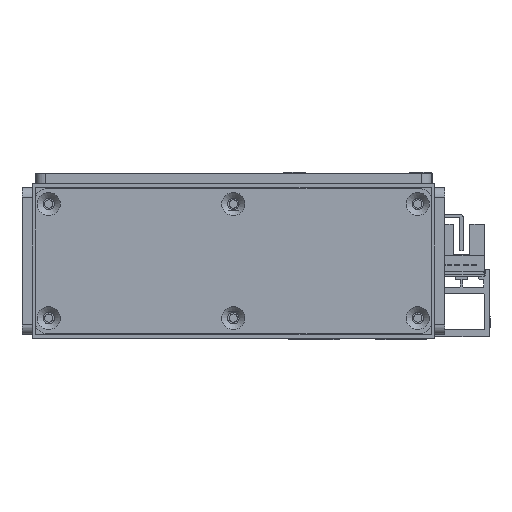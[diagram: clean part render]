
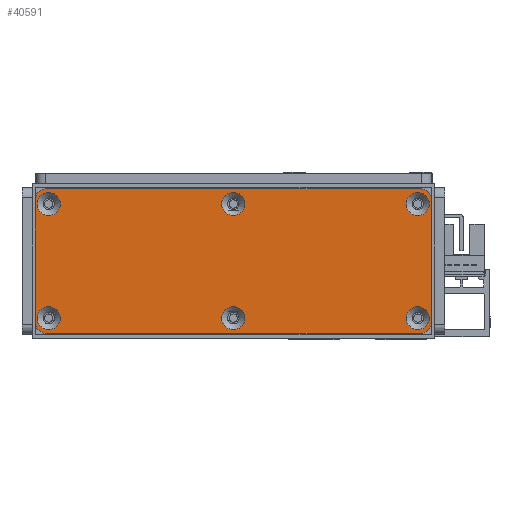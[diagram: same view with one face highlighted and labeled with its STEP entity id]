
A CAD part, front view. The second image highlights one B-rep face of the part: STEP entity #40591.
In plain terms, the highlighted face is planar.
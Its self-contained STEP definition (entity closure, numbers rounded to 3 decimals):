
#693=FACE_BOUND('',#7349,.T.);
#694=FACE_BOUND('',#7350,.T.);
#695=FACE_BOUND('',#7351,.T.);
#696=FACE_BOUND('',#7352,.T.);
#697=FACE_BOUND('',#7353,.T.);
#698=FACE_BOUND('',#7354,.T.);
#2349=PLANE('',#43911);
#4856=FACE_OUTER_BOUND('',#7348,.T.);
#7348=EDGE_LOOP('',(#37839,#37840,#37841,#37842,#37843,#37844,#37845,#37846));
#7349=EDGE_LOOP('',(#37847));
#7350=EDGE_LOOP('',(#37848));
#7351=EDGE_LOOP('',(#37849));
#7352=EDGE_LOOP('',(#37850));
#7353=EDGE_LOOP('',(#37851));
#7354=EDGE_LOOP('',(#37852));
#11865=LINE('',#67211,#16460);
#11869=LINE('',#67223,#16464);
#11873=LINE('',#67235,#16468);
#11877=LINE('',#67245,#16472);
#16460=VECTOR('',#54190,10.);
#16464=VECTOR('',#54202,10.);
#16468=VECTOR('',#54214,10.);
#16472=VECTOR('',#54226,10.);
#17582=CIRCLE('',#43865,3.45);
#17585=CIRCLE('',#43870,3.45);
#17588=CIRCLE('',#43875,3.45);
#17591=CIRCLE('',#43880,3.45);
#17594=CIRCLE('',#43885,3.45);
#17597=CIRCLE('',#43890,3.45);
#17601=CIRCLE('',#43896,3.);
#17603=CIRCLE('',#43900,3.);
#17605=CIRCLE('',#43904,3.);
#17607=CIRCLE('',#43908,3.);
#21226=VERTEX_POINT('',#67139);
#21229=VERTEX_POINT('',#67149);
#21232=VERTEX_POINT('',#67159);
#21235=VERTEX_POINT('',#67169);
#21238=VERTEX_POINT('',#67179);
#21241=VERTEX_POINT('',#67189);
#21246=VERTEX_POINT('',#67202);
#21247=VERTEX_POINT('',#67204);
#21249=VERTEX_POINT('',#67210);
#21251=VERTEX_POINT('',#67216);
#21253=VERTEX_POINT('',#67222);
#21255=VERTEX_POINT('',#67228);
#21257=VERTEX_POINT('',#67234);
#21259=VERTEX_POINT('',#67240);
#26772=EDGE_CURVE('',#21226,#21226,#17582,.T.);
#26777=EDGE_CURVE('',#21229,#21229,#17585,.T.);
#26782=EDGE_CURVE('',#21232,#21232,#17588,.T.);
#26787=EDGE_CURVE('',#21235,#21235,#17591,.T.);
#26792=EDGE_CURVE('',#21238,#21238,#17594,.T.);
#26797=EDGE_CURVE('',#21241,#21241,#17597,.T.);
#26804=EDGE_CURVE('',#21247,#21246,#17601,.T.);
#26807=EDGE_CURVE('',#21249,#21247,#11865,.T.);
#26810=EDGE_CURVE('',#21251,#21249,#17603,.T.);
#26813=EDGE_CURVE('',#21253,#21251,#11869,.T.);
#26816=EDGE_CURVE('',#21255,#21253,#17605,.T.);
#26819=EDGE_CURVE('',#21257,#21255,#11873,.T.);
#26822=EDGE_CURVE('',#21259,#21257,#17607,.T.);
#26825=EDGE_CURVE('',#21246,#21259,#11877,.T.);
#37839=ORIENTED_EDGE('',*,*,#26825,.T.);
#37840=ORIENTED_EDGE('',*,*,#26822,.T.);
#37841=ORIENTED_EDGE('',*,*,#26819,.T.);
#37842=ORIENTED_EDGE('',*,*,#26816,.T.);
#37843=ORIENTED_EDGE('',*,*,#26813,.T.);
#37844=ORIENTED_EDGE('',*,*,#26810,.T.);
#37845=ORIENTED_EDGE('',*,*,#26807,.T.);
#37846=ORIENTED_EDGE('',*,*,#26804,.T.);
#37847=ORIENTED_EDGE('',*,*,#26772,.T.);
#37848=ORIENTED_EDGE('',*,*,#26777,.T.);
#37849=ORIENTED_EDGE('',*,*,#26782,.T.);
#37850=ORIENTED_EDGE('',*,*,#26787,.T.);
#37851=ORIENTED_EDGE('',*,*,#26792,.T.);
#37852=ORIENTED_EDGE('',*,*,#26797,.T.);
#40591=ADVANCED_FACE('',(#4856,#693,#694,#695,#696,#697,#698),#2349,.T.);
#43865=AXIS2_PLACEMENT_3D('',#67140,#54109,#54110);
#43870=AXIS2_PLACEMENT_3D('',#67150,#54121,#54122);
#43875=AXIS2_PLACEMENT_3D('',#67160,#54133,#54134);
#43880=AXIS2_PLACEMENT_3D('',#67170,#54145,#54146);
#43885=AXIS2_PLACEMENT_3D('',#67180,#54157,#54158);
#43890=AXIS2_PLACEMENT_3D('',#67190,#54169,#54170);
#43896=AXIS2_PLACEMENT_3D('',#67205,#54184,#54185);
#43900=AXIS2_PLACEMENT_3D('',#67217,#54196,#54197);
#43904=AXIS2_PLACEMENT_3D('',#67229,#54208,#54209);
#43908=AXIS2_PLACEMENT_3D('',#67241,#54220,#54221);
#43911=AXIS2_PLACEMENT_3D('',#67247,#54229,#54230);
#54109=DIRECTION('center_axis',(0.,0.,-1.));
#54110=DIRECTION('ref_axis',(1.,0.,0.));
#54121=DIRECTION('center_axis',(0.,0.,-1.));
#54122=DIRECTION('ref_axis',(1.,0.,0.));
#54133=DIRECTION('center_axis',(0.,0.,-1.));
#54134=DIRECTION('ref_axis',(1.,0.,0.));
#54145=DIRECTION('center_axis',(0.,0.,-1.));
#54146=DIRECTION('ref_axis',(1.,0.,0.));
#54157=DIRECTION('center_axis',(0.,0.,-1.));
#54158=DIRECTION('ref_axis',(1.,0.,0.));
#54169=DIRECTION('center_axis',(0.,0.,-1.));
#54170=DIRECTION('ref_axis',(1.,0.,0.));
#54184=DIRECTION('center_axis',(0.,0.,1.));
#54185=DIRECTION('ref_axis',(-1.,0.,0.));
#54190=DIRECTION('',(0.,1.,0.));
#54196=DIRECTION('center_axis',(0.,0.,1.));
#54197=DIRECTION('ref_axis',(0.,1.,0.));
#54202=DIRECTION('',(1.,0.,0.));
#54208=DIRECTION('center_axis',(0.,0.,1.));
#54209=DIRECTION('ref_axis',(1.,0.,0.));
#54214=DIRECTION('',(0.,-1.,0.));
#54220=DIRECTION('center_axis',(0.,0.,1.));
#54221=DIRECTION('ref_axis',(0.,-1.,0.));
#54226=DIRECTION('',(-1.,0.,0.));
#54229=DIRECTION('center_axis',(0.,0.,1.));
#54230=DIRECTION('ref_axis',(1.,0.,0.));
#67139=CARTESIAN_POINT('',(110.55,4.5,3.));
#67140=CARTESIAN_POINT('Origin',(114.,4.5,3.));
#67149=CARTESIAN_POINT('',(55.55,38.5,3.));
#67150=CARTESIAN_POINT('Origin',(59.,38.5,3.));
#67159=CARTESIAN_POINT('',(55.55,4.5,3.));
#67160=CARTESIAN_POINT('Origin',(59.,4.5,3.));
#67169=CARTESIAN_POINT('',(0.55,38.5,3.));
#67170=CARTESIAN_POINT('Origin',(4.,38.5,3.));
#67179=CARTESIAN_POINT('',(110.55,38.5,3.));
#67180=CARTESIAN_POINT('Origin',(114.,38.5,3.));
#67189=CARTESIAN_POINT('',(0.55,4.5,3.));
#67190=CARTESIAN_POINT('Origin',(4.,4.5,3.));
#67202=CARTESIAN_POINT('',(115.,43.,3.));
#67204=CARTESIAN_POINT('',(118.,40.,3.));
#67205=CARTESIAN_POINT('Origin',(115.,40.,3.));
#67210=CARTESIAN_POINT('',(118.,3.,3.));
#67211=CARTESIAN_POINT('',(118.,40.,3.));
#67216=CARTESIAN_POINT('',(115.,0.,3.));
#67217=CARTESIAN_POINT('Origin',(115.,3.,3.));
#67222=CARTESIAN_POINT('',(3.,0.,3.));
#67223=CARTESIAN_POINT('',(115.,0.,3.));
#67228=CARTESIAN_POINT('',(0.,3.,3.));
#67229=CARTESIAN_POINT('Origin',(3.,3.,3.));
#67234=CARTESIAN_POINT('',(0.,40.,3.));
#67235=CARTESIAN_POINT('',(0.,3.,3.));
#67240=CARTESIAN_POINT('',(3.,43.,3.));
#67241=CARTESIAN_POINT('Origin',(3.,40.,3.));
#67245=CARTESIAN_POINT('',(3.,43.,3.));
#67247=CARTESIAN_POINT('Origin',(59.,21.5,3.));
